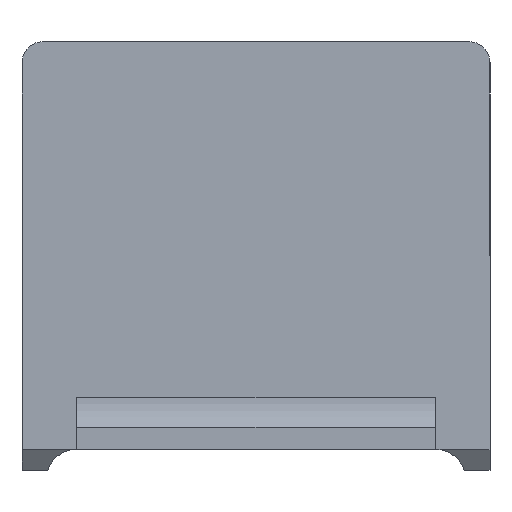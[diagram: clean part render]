
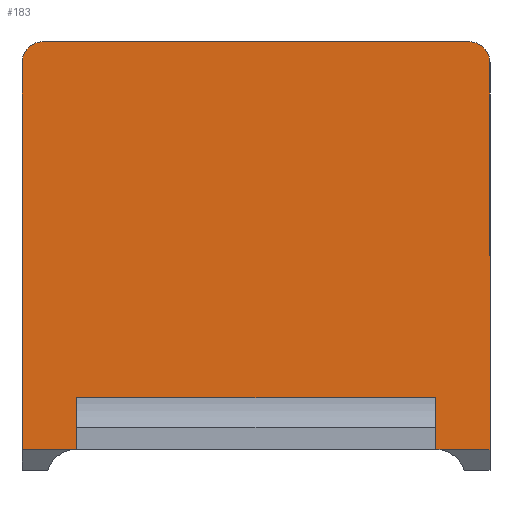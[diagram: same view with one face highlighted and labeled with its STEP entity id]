
A CAD part, left-side view. The second image highlights one B-rep face of the part: STEP entity #183.
In plain terms, the highlighted planar face has unit normal (-1, 0, 0).
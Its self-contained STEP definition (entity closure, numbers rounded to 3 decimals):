
#92=AXIS2_PLACEMENT_3D('Plane Axis2P3D',#89,#90,#91) ;
#103=AXIS2_PLACEMENT_3D('Circle Axis2P3D',#101,#102,$) ;
#124=AXIS2_PLACEMENT_3D('Circle Axis2P3D',#122,#123,$) ;
#138=AXIS2_PLACEMENT_3D('Circle Axis2P3D',#136,#137,$) ;
#159=AXIS2_PLACEMENT_3D('Circle Axis2P3D',#157,#158,$) ;
#54=CARTESIAN_POINT('Line Origine',(1.05,11.,3.4)) ;
#58=CARTESIAN_POINT('Vertex',(1.05,19.425,3.4)) ;
#60=CARTESIAN_POINT('Vertex',(1.05,2.575,3.4)) ;
#89=CARTESIAN_POINT('Axis2P3D Location',(1.05,11.,0.)) ;
#94=CARTESIAN_POINT('Line Origine',(1.05,2.575,2.2)) ;
#98=CARTESIAN_POINT('Vertex',(1.05,2.575,0.999)) ;
#101=CARTESIAN_POINT('Axis2P3D Location',(1.05,2.614,-0.5)) ;
#105=CARTESIAN_POINT('Vertex',(1.05,2.34,0.975)) ;
#108=CARTESIAN_POINT('Line Origine',(1.05,1.17,0.975)) ;
#112=CARTESIAN_POINT('Vertex',(1.05,0.,0.975)) ;
#115=CARTESIAN_POINT('Line Origine',(1.05,0.,10.062)) ;
#119=CARTESIAN_POINT('Vertex',(1.05,0.,19.15)) ;
#122=CARTESIAN_POINT('Axis2P3D Location',(1.05,1.,19.15)) ;
#126=CARTESIAN_POINT('Vertex',(1.05,1.,20.15)) ;
#129=CARTESIAN_POINT('Line Origine',(1.05,11.,20.15)) ;
#133=CARTESIAN_POINT('Vertex',(1.05,21.,20.15)) ;
#136=CARTESIAN_POINT('Axis2P3D Location',(1.05,21.,19.15)) ;
#140=CARTESIAN_POINT('Vertex',(1.05,22.,19.15)) ;
#143=CARTESIAN_POINT('Line Origine',(1.05,22.,10.062)) ;
#147=CARTESIAN_POINT('Vertex',(1.05,22.,0.975)) ;
#150=CARTESIAN_POINT('Line Origine',(1.05,20.83,0.975)) ;
#154=CARTESIAN_POINT('Vertex',(1.05,19.66,0.975)) ;
#157=CARTESIAN_POINT('Axis2P3D Location',(1.05,19.386,-0.5)) ;
#161=CARTESIAN_POINT('Vertex',(1.05,19.425,1.)) ;
#164=CARTESIAN_POINT('Line Origine',(1.05,19.425,2.2)) ;
#55=DIRECTION('Vector Direction',(0.,-1.,0.)) ;
#90=DIRECTION('Axis2P3D Direction',(-1.,0.,0.)) ;
#91=DIRECTION('Axis2P3D XDirection',(0.,-1.,0.)) ;
#95=DIRECTION('Vector Direction',(0.,0.,-1.)) ;
#102=DIRECTION('Axis2P3D Direction',(-1.,0.,0.)) ;
#109=DIRECTION('Vector Direction',(0.,1.,0.)) ;
#116=DIRECTION('Vector Direction',(0.,0.,1.)) ;
#123=DIRECTION('Axis2P3D Direction',(-1.,0.,0.)) ;
#130=DIRECTION('Vector Direction',(0.,1.,0.)) ;
#137=DIRECTION('Axis2P3D Direction',(-1.,0.,0.)) ;
#144=DIRECTION('Vector Direction',(0.,0.,-1.)) ;
#151=DIRECTION('Vector Direction',(0.,1.,0.)) ;
#158=DIRECTION('Axis2P3D Direction',(-1.,0.,0.)) ;
#165=DIRECTION('Vector Direction',(0.,0.,-1.)) ;
#56=VECTOR('Line Direction',#55,1.) ;
#96=VECTOR('Line Direction',#95,1.) ;
#110=VECTOR('Line Direction',#109,1.) ;
#117=VECTOR('Line Direction',#116,1.) ;
#131=VECTOR('Line Direction',#130,1.) ;
#145=VECTOR('Line Direction',#144,1.) ;
#152=VECTOR('Line Direction',#151,1.) ;
#166=VECTOR('Line Direction',#165,1.) ;
#170=ORIENTED_EDGE('',*,*,#62,.T.) ;
#171=ORIENTED_EDGE('',*,*,#100,.F.) ;
#172=ORIENTED_EDGE('',*,*,#107,.T.) ;
#173=ORIENTED_EDGE('',*,*,#114,.F.) ;
#174=ORIENTED_EDGE('',*,*,#121,.T.) ;
#175=ORIENTED_EDGE('',*,*,#128,.T.) ;
#176=ORIENTED_EDGE('',*,*,#135,.T.) ;
#177=ORIENTED_EDGE('',*,*,#142,.T.) ;
#178=ORIENTED_EDGE('',*,*,#149,.T.) ;
#179=ORIENTED_EDGE('',*,*,#156,.F.) ;
#180=ORIENTED_EDGE('',*,*,#163,.T.) ;
#181=ORIENTED_EDGE('',*,*,#168,.T.) ;
#183=ADVANCED_FACE('V1',(#182),#93,.T.) ;
#104=CIRCLE('generated circle',#103,1.5) ;
#125=CIRCLE('generated circle',#124,1.) ;
#139=CIRCLE('generated circle',#138,1.) ;
#160=CIRCLE('generated circle',#159,1.5) ;
#62=EDGE_CURVE('',#59,#61,#57,.T.) ;
#100=EDGE_CURVE('',#99,#61,#97,.F.) ;
#107=EDGE_CURVE('',#99,#106,#104,.F.) ;
#114=EDGE_CURVE('',#113,#106,#111,.T.) ;
#121=EDGE_CURVE('',#113,#120,#118,.T.) ;
#128=EDGE_CURVE('',#120,#127,#125,.T.) ;
#135=EDGE_CURVE('',#127,#134,#132,.T.) ;
#142=EDGE_CURVE('',#134,#141,#139,.T.) ;
#149=EDGE_CURVE('',#141,#148,#146,.T.) ;
#156=EDGE_CURVE('',#155,#148,#153,.T.) ;
#163=EDGE_CURVE('',#155,#162,#160,.F.) ;
#168=EDGE_CURVE('',#162,#59,#167,.F.) ;
#169=EDGE_LOOP('',(#170,#171,#172,#173,#174,#175,#176,#177,#178,#179,#180,#181)) ;
#182=FACE_OUTER_BOUND('',#169,.T.) ;
#57=LINE('Line',#54,#56) ;
#97=LINE('Line',#94,#96) ;
#111=LINE('Line',#108,#110) ;
#118=LINE('Line',#115,#117) ;
#132=LINE('Line',#129,#131) ;
#146=LINE('Line',#143,#145) ;
#153=LINE('Line',#150,#152) ;
#167=LINE('Line',#164,#166) ;
#93=PLANE('',#92) ;
#59=VERTEX_POINT('',#58) ;
#61=VERTEX_POINT('',#60) ;
#99=VERTEX_POINT('',#98) ;
#106=VERTEX_POINT('',#105) ;
#113=VERTEX_POINT('',#112) ;
#120=VERTEX_POINT('',#119) ;
#127=VERTEX_POINT('',#126) ;
#134=VERTEX_POINT('',#133) ;
#141=VERTEX_POINT('',#140) ;
#148=VERTEX_POINT('',#147) ;
#155=VERTEX_POINT('',#154) ;
#162=VERTEX_POINT('',#161) ;
